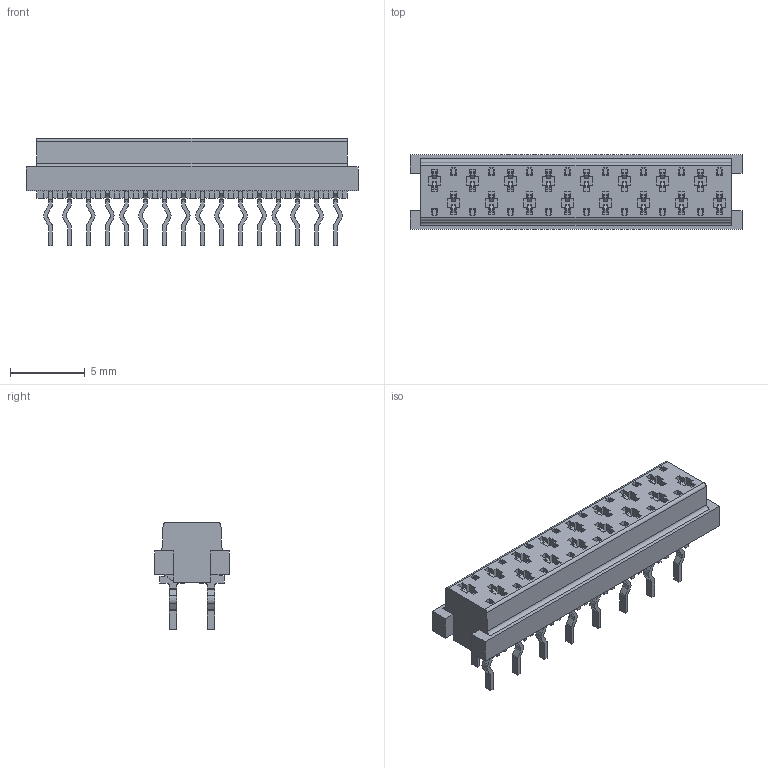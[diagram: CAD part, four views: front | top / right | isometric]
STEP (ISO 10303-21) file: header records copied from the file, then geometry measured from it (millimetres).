
FILE_DESCRIPTION((''),'2;1');
FILE_NAME('C-1-215079-6','2017-04-24T',('workeradm'),('Tyco Electronics Ltd.'),'CREO PARAMETRIC BY PTC INC, 2016050','CREO PARAMETRIC BY PTC INC, 2016050','');
FILE_SCHEMA(('AUTOMOTIVE_DESIGN { 1 0 10303 214 1 1 1 1 }'));
Length unit declared in the file: millimetre
Products named in the file (1): C-1-215079-6
Bounding box: 22.18 x 5 x 7.15 mm (x, y, z)
Volume: 336.3 mm3; surface area: 705.1 mm2
Topology: 9 solids, 9 shells, 1438 faces, 4072 edges, 2700 vertices
Faces by surface type: plane 1210, cylinder 228
Entity records: 46177 total; most frequent: CARTESIAN_POINT 8212, ORIENTED_EDGE 8144, DIRECTION 7404, EDGE_CURVE 4072, VECTOR 3616, LINE 3616, VERTEX_POINT 2700, AXIS2_PLACEMENT_3D 1894
